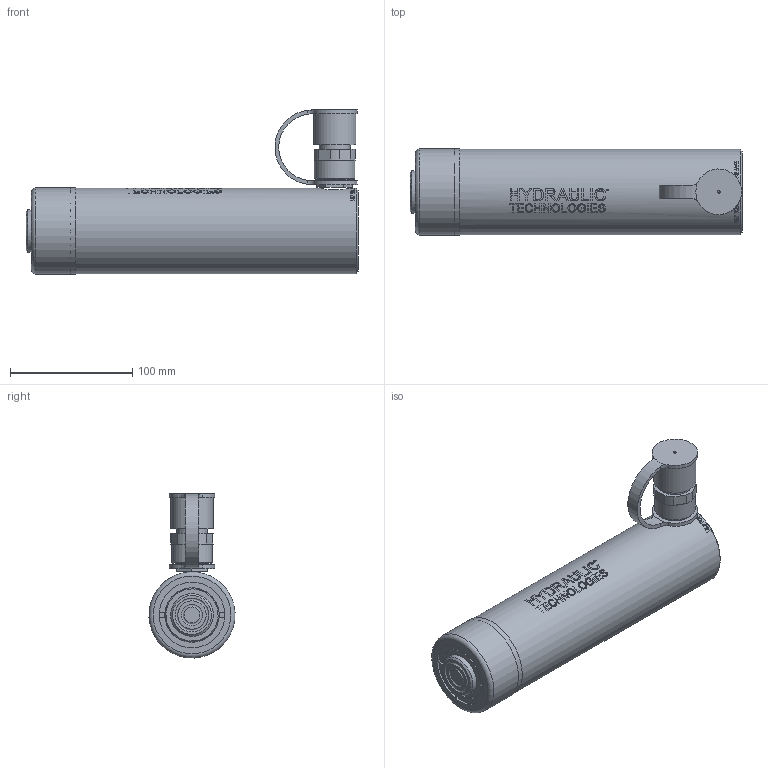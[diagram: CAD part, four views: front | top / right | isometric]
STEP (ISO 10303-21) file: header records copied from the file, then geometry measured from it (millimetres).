
FILE_DESCRIPTION (( 'STEP AP203' ), '1' );
FILE_NAME ('C156C.STEP', '2024-09-11T13:02:45', ( '' ), ( '' ), 'SwSTEP 2.0', 'SolidWorks 2022', '' );
FILE_SCHEMA (( 'CONFIG_CONTROL_DESIGN' ));
Length unit declared in the file: inch
Products named in the file (1): C156C
Bounding box: 271.49 x 70.36 x 134.12 mm (x, y, z)
Surface area: 112271.5 mm2 (no closed solid volume)
Topology: 0 solids, 11 shells, 146 faces, 702 edges, 613 vertices
Faces by surface type: cylinder 87, plane 45, cone 11, torus 3
Full cylindrical faces by diameter (mm): 2.159 x1, 7.937 x2, 9.398 x1, 9.779 x1, 25.4 x1, 33.147 x1, 34.544 x1, 34.925 x1, 44.437 x1, 44.577 x1, 53.721 x1, 55.194 x1, 69.837 x1, 70.485 x1
Entity records: 13349 total; most frequent: CARTESIAN_POINT 8054, ORIENTED_EDGE 1196, DIRECTION 874, EDGE_CURVE 629, VERTEX_POINT 579, AXIS2_PLACEMENT_3D 345, B_SPLINE_CURVE_WITH_KNOTS 243, EDGE_LOOP 241
